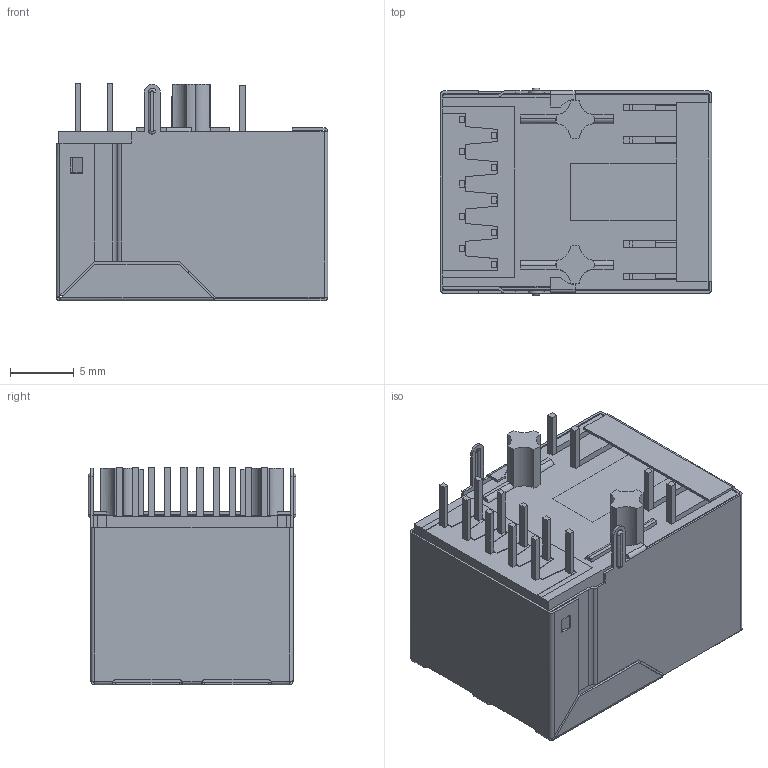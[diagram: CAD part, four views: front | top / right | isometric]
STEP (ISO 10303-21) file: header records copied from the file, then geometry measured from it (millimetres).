
FILE_DESCRIPTION(/* description */ ('Unknown'),/* implementation_level */ '2;1');
FILE_NAME(/* name */ '74991104403',/* time_stamp */ '2021-02-08T16:17:21+01:00',/* author */ ('Unknown'),/* organization */ ('Unknown'),/* preprocessor_version */ 'ST-DEVELOPER v16.7',/* originating_system */ 'DEX',/* authorisation */ $);
FILE_SCHEMA (('AUTOMOTIVE_DESIGN {1 0 10303 214 3 1 1}'));
Length unit declared in the file: millimetre
Products named in the file (6): 7499110122; Shielding; Green_Yellow_LED; Insulator 3; Insulator 2; Insulator 1
Assembly tree (6 placements, depth 2):
  7499110122
    Shielding
    Green_Yellow_LED  x2
    Insulator 3
    Insulator 2
    Insulator 1
Bounding box: 21.35 x 16.34 x 17.13 mm (x, y, z)
Volume: 2235.7 mm3; surface area: 6833.1 mm2
Topology: 6 solids, 6 shells, 828 faces, 2200 edges, 1404 vertices
Faces by surface type: plane 605, cylinder 147, bspline 58, sphere 10, torus 8
Entity records: 31363 total; most frequent: CARTESIAN_POINT 7041, ORIENTED_EDGE 4200, DIRECTION 3496, EDGE_CURVE 2100, LINE 1478, VECTOR 1478, VERTEX_POINT 1352, AXIS2_PLACEMENT_3D 1009
